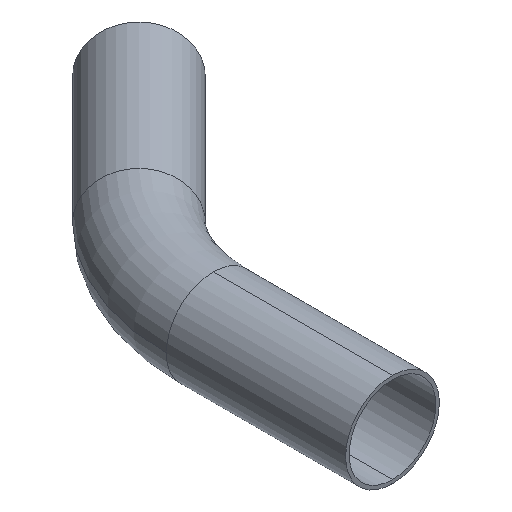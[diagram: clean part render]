
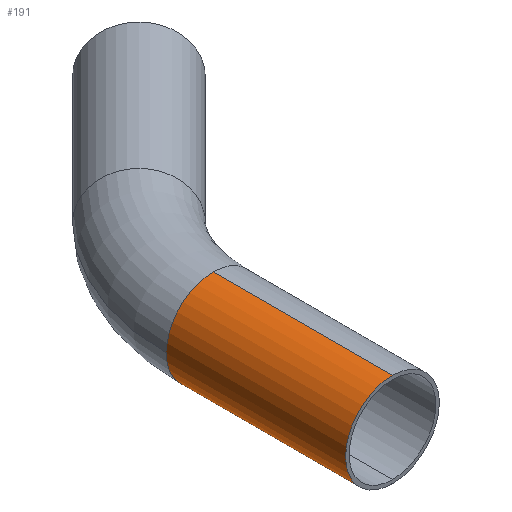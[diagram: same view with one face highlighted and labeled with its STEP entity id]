
A CAD part, isometric view. The second image highlights one B-rep face of the part: STEP entity #191.
In plain terms, the highlighted cylindrical face has radius 26.15 mm (diameter 52.3 mm), a partial arc.
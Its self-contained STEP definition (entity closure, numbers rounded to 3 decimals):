
#21 = DIRECTION ( 'NONE',  ( 0., 1., 0. ) ) ;
#34 = ORIENTED_EDGE ( 'NONE', *, *, #67, .F. ) ;
#50 = CARTESIAN_POINT ( 'NONE',  ( -26.15, 100., 0. ) ) ;
#53 = DIRECTION ( 'NONE',  ( 0., 0., 1. ) ) ;
#60 = CARTESIAN_POINT ( 'NONE',  ( 0., 100., 0. ) ) ;
#65 = EDGE_LOOP ( 'NONE', ( #415, #34, #398, #194, #444 ) ) ;
#67 = EDGE_CURVE ( 'NONE', #413, #411, #353, .T. ) ;
#68 = CIRCLE ( 'NONE', #483, 26.15 ) ;
#74 = VECTOR ( 'NONE', #359, 1000. ) ;
#87 = FACE_OUTER_BOUND ( 'NONE', #65, .T. ) ;
#101 = DIRECTION ( 'NONE',  ( 0., -1., 0. ) ) ;
#104 = VERTEX_POINT ( 'NONE', #50 ) ;
#161 = CARTESIAN_POINT ( 'NONE',  ( 0., 0., -26.15 ) ) ;
#175 = DIRECTION ( 'NONE',  ( 0., 0., 1. ) ) ;
#179 = CARTESIAN_POINT ( 'NONE',  ( 0., 100., -26.15 ) ) ;
#183 = CIRCLE ( 'NONE', #281, 26.15 ) ;
#191 = ADVANCED_FACE ( 'NONE', ( #87 ), #283, .T. ) ;
#194 = ORIENTED_EDGE ( 'NONE', *, *, #312, .T. ) ;
#198 = DIRECTION ( 'NONE',  ( 0., -1., 0. ) ) ;
#202 = EDGE_CURVE ( 'NONE', #411, #369, #434, .T. ) ;
#210 = CARTESIAN_POINT ( 'NONE',  ( 0., 0., 26.15 ) ) ;
#252 = VERTEX_POINT ( 'NONE', #285 ) ;
#267 = CARTESIAN_POINT ( 'NONE',  ( 0., 0., 0. ) ) ;
#279 = DIRECTION ( 'NONE',  ( 0., 1., 0. ) ) ;
#281 = AXIS2_PLACEMENT_3D ( 'NONE', #60, #101, #175 ) ;
#283 = CYLINDRICAL_SURFACE ( 'NONE', #314, 26.15 ) ;
#285 = CARTESIAN_POINT ( 'NONE',  ( 0., 100., 26.15 ) ) ;
#286 = DIRECTION ( 'NONE',  ( 0., -1., 0. ) ) ;
#287 = AXIS2_PLACEMENT_3D ( 'NONE', #267, #198, #387 ) ;
#304 = VECTOR ( 'NONE', #21, 1000. ) ;
#312 = EDGE_CURVE ( 'NONE', #252, #104, #183, .T. ) ;
#314 = AXIS2_PLACEMENT_3D ( 'NONE', #403, #279, #476 ) ;
#317 = LINE ( 'NONE', #210, #74 ) ;
#329 = EDGE_CURVE ( 'NONE', #104, #369, #68, .T. ) ;
#353 = CIRCLE ( 'NONE', #287, 26.15 ) ;
#359 = DIRECTION ( 'NONE',  ( 0., 1., 0. ) ) ;
#369 = VERTEX_POINT ( 'NONE', #179 ) ;
#387 = DIRECTION ( 'NONE',  ( 1., 0., 0. ) ) ;
#398 = ORIENTED_EDGE ( 'NONE', *, *, #491, .T. ) ;
#403 = CARTESIAN_POINT ( 'NONE',  ( 0., 0., 0. ) ) ;
#411 = VERTEX_POINT ( 'NONE', #161 ) ;
#413 = VERTEX_POINT ( 'NONE', #472 ) ;
#415 = ORIENTED_EDGE ( 'NONE', *, *, #202, .F. ) ;
#431 = CARTESIAN_POINT ( 'NONE',  ( 0., 0., -26.15 ) ) ;
#434 = LINE ( 'NONE', #431, #304 ) ;
#444 = ORIENTED_EDGE ( 'NONE', *, *, #329, .T. ) ;
#472 = CARTESIAN_POINT ( 'NONE',  ( 0., 0., 26.15 ) ) ;
#476 = DIRECTION ( 'NONE',  ( 0., 0., 1. ) ) ;
#480 = CARTESIAN_POINT ( 'NONE',  ( 0., 100., 0. ) ) ;
#483 = AXIS2_PLACEMENT_3D ( 'NONE', #480, #286, #53 ) ;
#491 = EDGE_CURVE ( 'NONE', #413, #252, #317, .T. ) ;
